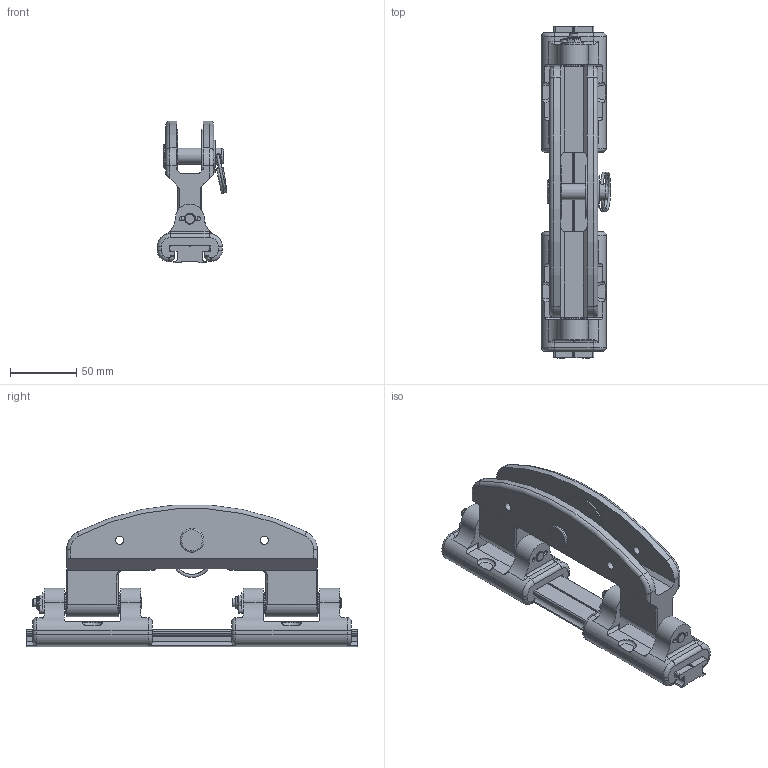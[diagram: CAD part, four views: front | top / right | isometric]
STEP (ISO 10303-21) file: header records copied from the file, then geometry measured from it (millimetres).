
FILE_DESCRIPTION(/* description */ (''),/* implementation_level */ '2;1');
FILE_NAME(/* name */ 'HS30.90-DY.stp',/* time_stamp */ '2021-02-05T16:29:37+01:00',/* author */ ('lucade'),/* organization */ (''),/* preprocessor_version */ 'ST-DEVELOPER v18.1',/* originating_system */ 'Autodesk Inventor 2021',/* authorisation */ '');
FILE_SCHEMA (('AUTOMOTIVE_DESIGN { 1 0 10303 214 3 1 1 }'));
Length unit declared in the file: millimetre
Products named in the file (1): HS30.90 - Carrello penna per anello
Bounding box: 52.3 x 250 x 106.92 mm (x, y, z)
Volume: 383832.2 mm3; surface area: 120646.2 mm2
Topology: 2 solids, 12 shells, 773 faces, 2010 edges, 1297 vertices
Faces by surface type: plane 307, cylinder 262, torus 120, cone 70, bspline 12, sphere 2
Full cylindrical faces by diameter (mm): 2.5 x2, 2.8 x2, 2.85 x2, 3 x2, 3.2 x2, 3.3 x4, 3.6 x4, 3.8 x4, 4 x1, 4.2 x4, 6 x8, 6.2 x4, 6.4 x2, 6.5 x2, 7.2 x4, 8 x6, 8.2 x4, 9.5 x2, 10 x4, 10.2 x2, 12 x1, 12.2 x1, 12.5 x2, 13 x2, 13.2 x2, 14 x2, 14.2 x2, 15.8 x4, 17.9 x1, 24.5 x1
Entity records: 25814 total; most frequent: CARTESIAN_POINT 6633, DIRECTION 4105, ORIENTED_EDGE 4030, EDGE_CURVE 2015, AXIS2_PLACEMENT_3D 1622, VERTEX_POINT 1297, LINE 861, VECTOR 861
